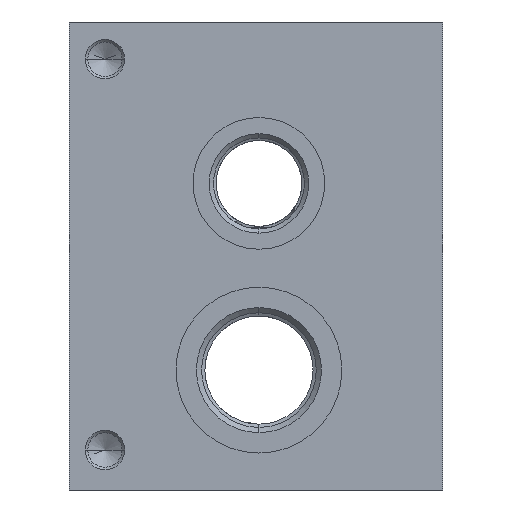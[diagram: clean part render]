
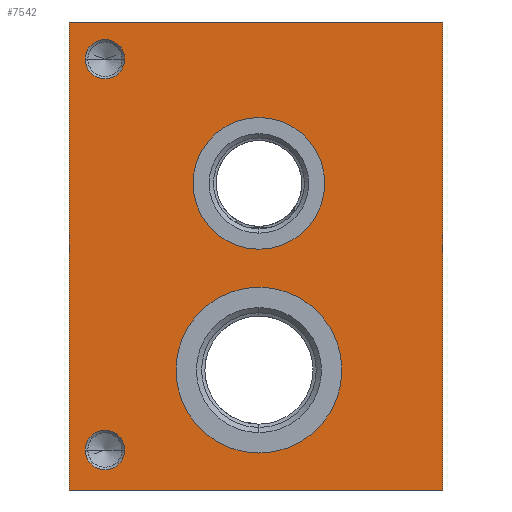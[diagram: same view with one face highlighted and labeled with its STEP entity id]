
A CAD part, front view. The second image highlights one B-rep face of the part: STEP entity #7542.
In plain terms, the highlighted planar face has unit normal (0, -1, 0).
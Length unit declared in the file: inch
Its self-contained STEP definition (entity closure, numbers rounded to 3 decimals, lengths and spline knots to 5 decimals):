
#5=DIRECTION('',(1.,0.,0.));
#6=VECTOR('',#5,3.938);
#7=CARTESIAN_POINT('',(0.,-9.75,0.));
#8=LINE('',#7,#6);
#95=DIRECTION('',(0.,0.,1.));
#96=VECTOR('',#95,4.938);
#97=CARTESIAN_POINT('',(3.938,-9.75,0.));
#98=LINE('',#97,#96);
#399=DIRECTION('',(0.,0.,1.));
#400=VECTOR('',#399,4.938);
#401=CARTESIAN_POINT('',(0.,-9.75,0.));
#402=LINE('',#401,#400);
#403=CARTESIAN_POINT('',(0.375,-9.75,0.422));
#404=DIRECTION('',(0.,1.,0.));
#405=DIRECTION('',(-1.,0.,0.));
#406=AXIS2_PLACEMENT_3D('',#403,#404,#405);
#408=CARTESIAN_POINT('',(0.375,-9.75,0.422));
#409=DIRECTION('',(0.,1.,0.));
#410=DIRECTION('',(1.,0.,0.));
#411=AXIS2_PLACEMENT_3D('',#408,#409,#410);
#413=CARTESIAN_POINT('',(0.375,-9.75,4.546));
#414=DIRECTION('',(0.,1.,0.));
#415=DIRECTION('',(-1.,0.,0.));
#416=AXIS2_PLACEMENT_3D('',#413,#414,#415);
#418=CARTESIAN_POINT('',(0.375,-9.75,4.546));
#419=DIRECTION('',(0.,1.,0.));
#420=DIRECTION('',(1.,0.,0.));
#421=AXIS2_PLACEMENT_3D('',#418,#419,#420);
#423=CARTESIAN_POINT('',(2.,-9.75,1.265));
#424=DIRECTION('',(0.,1.,0.));
#425=DIRECTION('',(0.,0.,-1.));
#426=AXIS2_PLACEMENT_3D('',#423,#424,#425);
#428=CARTESIAN_POINT('',(2.,-9.75,1.265));
#429=DIRECTION('',(0.,1.,0.));
#430=DIRECTION('',(0.,0.,1.));
#431=AXIS2_PLACEMENT_3D('',#428,#429,#430);
#433=CARTESIAN_POINT('',(2.,-9.75,3.235));
#434=DIRECTION('',(0.,1.,0.));
#435=DIRECTION('',(0.,0.,-1.));
#436=AXIS2_PLACEMENT_3D('',#433,#434,#435);
#438=CARTESIAN_POINT('',(2.,-9.75,3.235));
#439=DIRECTION('',(0.,1.,0.));
#440=DIRECTION('',(0.,0.,1.));
#441=AXIS2_PLACEMENT_3D('',#438,#439,#440);
#455=DIRECTION('',(1.,0.,0.));
#456=VECTOR('',#455,3.938);
#457=CARTESIAN_POINT('',(0.,-9.75,4.938));
#458=LINE('',#457,#456);
#6147=CARTESIAN_POINT('',(0.,-9.75,0.));
#6149=VERTEX_POINT('',#6147);
#6150=CARTESIAN_POINT('',(3.938,-9.75,0.));
#6151=VERTEX_POINT('',#6150);
#6155=CARTESIAN_POINT('',(0.,-9.75,4.938));
#6157=VERTEX_POINT('',#6155);
#6158=CARTESIAN_POINT('',(3.938,-9.75,4.938));
#6159=VERTEX_POINT('',#6158);
#6886=CARTESIAN_POINT('',(0.167,-9.75,0.422));
#6888=VERTEX_POINT('',#6886);
#6890=CARTESIAN_POINT('',(0.583,-9.75,0.422));
#6892=VERTEX_POINT('',#6890);
#6900=CARTESIAN_POINT('',(0.167,-9.75,4.546));
#6902=VERTEX_POINT('',#6900);
#6904=CARTESIAN_POINT('',(0.583,-9.75,4.546));
#6906=VERTEX_POINT('',#6904);
#6924=CARTESIAN_POINT('',(2.,-9.75,0.39));
#6925=CARTESIAN_POINT('',(2.,-9.75,2.14));
#6926=VERTEX_POINT('',#6924);
#6927=VERTEX_POINT('',#6925);
#6960=CARTESIAN_POINT('',(2.,-9.75,2.54));
#6961=CARTESIAN_POINT('',(2.,-9.75,3.93));
#6962=VERTEX_POINT('',#6960);
#6963=VERTEX_POINT('',#6961);
#7506=CARTESIAN_POINT('',(0.,-9.75,0.));
#7507=DIRECTION('',(0.,-1.,0.));
#7508=DIRECTION('',(1.,0.,0.));
#7509=AXIS2_PLACEMENT_3D('',#7506,#7507,#7508);
#7510=PLANE('',#7509);
#7511=ORIENTED_EDGE('',*,*,#7232,.F.);
#7512=ORIENTED_EDGE('',*,*,#7263,.T.);
#7514=ORIENTED_EDGE('',*,*,#7513,.T.);
#7515=ORIENTED_EDGE('',*,*,#7318,.F.);
#7516=EDGE_LOOP('',(#7511,#7512,#7514,#7515));
#7517=FACE_OUTER_BOUND('',#7516,.F.);
#7519=ORIENTED_EDGE('',*,*,#7518,.F.);
#7521=ORIENTED_EDGE('',*,*,#7520,.F.);
#7522=EDGE_LOOP('',(#7519,#7521));
#7523=FACE_BOUND('',#7522,.F.);
#7525=ORIENTED_EDGE('',*,*,#7524,.F.);
#7527=ORIENTED_EDGE('',*,*,#7526,.F.);
#7528=EDGE_LOOP('',(#7525,#7527));
#7529=FACE_BOUND('',#7528,.F.);
#7531=ORIENTED_EDGE('',*,*,#7530,.F.);
#7533=ORIENTED_EDGE('',*,*,#7532,.F.);
#7534=EDGE_LOOP('',(#7531,#7533));
#7535=FACE_BOUND('',#7534,.F.);
#7537=ORIENTED_EDGE('',*,*,#7536,.F.);
#7539=ORIENTED_EDGE('',*,*,#7538,.F.);
#7540=EDGE_LOOP('',(#7537,#7539));
#7541=FACE_BOUND('',#7540,.F.);
#7542=ADVANCED_FACE('',(#7517,#7523,#7529,#7535,#7541),#7510,.T.);
#407=CIRCLE('',#406,0.208);
#412=CIRCLE('',#411,0.208);
#417=CIRCLE('',#416,0.208);
#422=CIRCLE('',#421,0.208);
#427=CIRCLE('',#426,0.875);
#432=CIRCLE('',#431,0.875);
#437=CIRCLE('',#436,0.695);
#442=CIRCLE('',#441,0.695);
#7232=EDGE_CURVE('',#6149,#6151,#8,.T.);
#7263=EDGE_CURVE('',#6149,#6157,#402,.T.);
#7318=EDGE_CURVE('',#6151,#6159,#98,.T.);
#7513=EDGE_CURVE('',#6157,#6159,#458,.T.);
#7518=EDGE_CURVE('',#6888,#6892,#407,.T.);
#7520=EDGE_CURVE('',#6892,#6888,#412,.T.);
#7524=EDGE_CURVE('',#6902,#6906,#417,.T.);
#7526=EDGE_CURVE('',#6906,#6902,#422,.T.);
#7530=EDGE_CURVE('',#6926,#6927,#427,.T.);
#7532=EDGE_CURVE('',#6927,#6926,#432,.T.);
#7536=EDGE_CURVE('',#6962,#6963,#437,.T.);
#7538=EDGE_CURVE('',#6963,#6962,#442,.T.);
